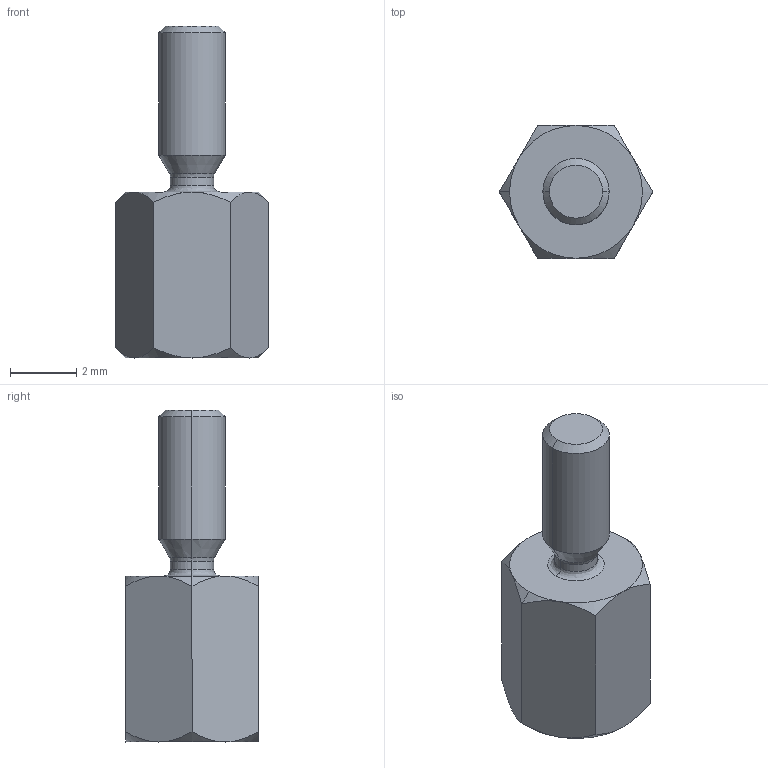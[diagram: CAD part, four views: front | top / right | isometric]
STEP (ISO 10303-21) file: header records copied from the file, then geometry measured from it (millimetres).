
FILE_DESCRIPTION (( 'STEP AP214' ), '1' );
FILE_NAME ('971050244.STEP', '2023-09-04T09:13:32', ( '' ), ( '' ), 'SwSTEP 2.0', 'SolidWorks 2018', '' );
FILE_SCHEMA (( 'AUTOMOTIVE_DESIGN' ));
Length unit declared in the file: millimetre
Products named in the file (1): 971050244
Bounding box: 4.62 x 4 x 10 mm (x, y, z)
Volume: 75.1 mm3; surface area: 145.4 mm2
Topology: 1 solids, 1 shells, 41 faces, 86 edges, 47 vertices
Faces by surface type: cone 22, plane 9, cylinder 6, bspline 4
Entity records: 1266 total; most frequent: CARTESIAN_POINT 415, DIRECTION 170, ORIENTED_EDGE 168, EDGE_CURVE 84, AXIS2_PLACEMENT_3D 74, VERTEX_POINT 47, EDGE_LOOP 43, FACE_OUTER_BOUND 41
